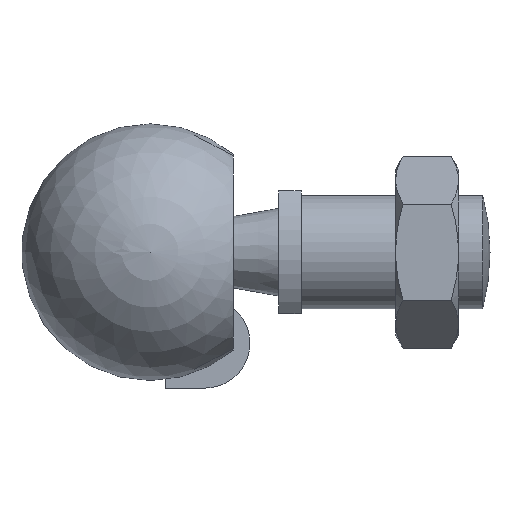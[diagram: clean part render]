
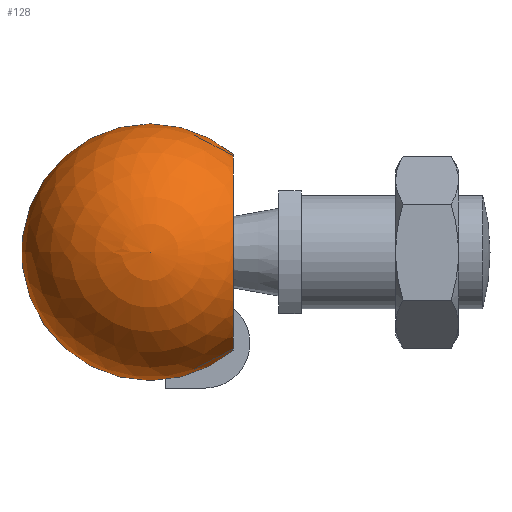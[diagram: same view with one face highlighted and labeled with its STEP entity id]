
A CAD part, left-side view. The second image highlights one B-rep face of the part: STEP entity #128.
In plain terms, the highlighted spherical face has radius 13.6 mm.
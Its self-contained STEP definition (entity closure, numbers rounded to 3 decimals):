
#128 = ADVANCED_FACE( '', ( #302, #303, #304 ), #305, .T. );
#302 = FACE_BOUND( '', #524, .T. );
#303 = FACE_OUTER_BOUND( '', #525, .T. );
#304 = FACE_BOUND( '', #526, .T. );
#305 = SPHERICAL_SURFACE( '', #527, 13.6 );
#524 = VERTEX_LOOP( '', #836 );
#525 = EDGE_LOOP( '', ( #837, #838, #839, #840 ) );
#526 = EDGE_LOOP( '', ( #841 ) );
#527 = AXIS2_PLACEMENT_3D( '', #842, #843, #844 );
#836 = VERTEX_POINT( '', #1294 );
#837 = ORIENTED_EDGE( '', *, *, #1290, .F. );
#838 = ORIENTED_EDGE( '', *, *, #1295, .F. );
#839 = ORIENTED_EDGE( '', *, *, #1296, .F. );
#840 = ORIENTED_EDGE( '', *, *, #1205, .F. );
#841 = ORIENTED_EDGE( '', *, *, #1297, .T. );
#842 = CARTESIAN_POINT( '', ( 0., 0., 0. ) );
#843 = DIRECTION( '', ( 1., 0., 0. ) );
#844 = DIRECTION( '', ( 0., 1., 0. ) );
#1205 = EDGE_CURVE( '', #1409, #1412, #1413, .F. );
#1290 = EDGE_CURVE( '', #1551, #1409, #1554, .F. );
#1294 = CARTESIAN_POINT( '', ( -13.6, 0., 0. ) );
#1295 = EDGE_CURVE( '', #1559, #1551, #1560, .T. );
#1296 = EDGE_CURVE( '', #1412, #1559, #1561, .F. );
#1297 = EDGE_CURVE( '', #1562, #1562, #1563, .F. );
#1409 = VERTEX_POINT( '', #1699 );
#1412 = VERTEX_POINT( '', #1703 );
#1413 = CIRCLE( '', #1704, 9.5 );
#1551 = VERTEX_POINT( '', #1925 );
#1554 = CIRCLE( '', #1935, 13.218 );
#1559 = VERTEX_POINT( '', #1942 );
#1560 = CIRCLE( '', #1943, 8.589 );
#1561 = CIRCLE( '', #1944, 13.6 );
#1562 = VERTEX_POINT( '', #1945 );
#1563 = CIRCLE( '', #1946, 10.369 );
#1699 = CARTESIAN_POINT( '', ( 9.732, -3.142, 8.965 ) );
#1703 = CARTESIAN_POINT( '', ( 9.732, -5.979, 7.383 ) );
#1704 = AXIS2_PLACEMENT_3D( '', #2197, #2198, #2199 );
#1925 = CARTESIAN_POINT( '', ( 10.544, -2.53, 8.209 ) );
#1935 = AXIS2_PLACEMENT_3D( '', #2320, #2321, #2322 );
#1942 = CARTESIAN_POINT( '', ( 10.544, -5.406, 6.675 ) );
#1943 = AXIS2_PLACEMENT_3D( '', #2325, #2326, #2327 );
#1944 = AXIS2_PLACEMENT_3D( '', #2328, #2329, #2330 );
#1945 = CARTESIAN_POINT( '', ( 0., -8.8, -10.369 ) );
#1946 = AXIS2_PLACEMENT_3D( '', #2331, #2332, #2333 );
#2197 = CARTESIAN_POINT( '', ( 9.732, 0., 0. ) );
#2198 = DIRECTION( '', ( -1., 0., 0. ) );
#2199 = DIRECTION( '', ( 0., 0., 1. ) );
#2320 = CARTESIAN_POINT( '', ( 0., 2.487, 2.014 ) );
#2321 = DIRECTION( '', ( 0., 0.777, 0.629 ) );
#2322 = DIRECTION( '', ( 0., -0.629, 0.777 ) );
#2325 = CARTESIAN_POINT( '', ( 10.544, 0., 0. ) );
#2326 = DIRECTION( '', ( 1., 0., 0. ) );
#2327 = DIRECTION( '', ( 0., 0., -1. ) );
#2328 = CARTESIAN_POINT( '', ( 0., 0., 0. ) );
#2329 = DIRECTION( '', ( 0., -0.777, -0.629 ) );
#2330 = DIRECTION( '', ( 0., 0.629, -0.777 ) );
#2331 = CARTESIAN_POINT( '', ( 0., -8.8, 0. ) );
#2332 = DIRECTION( '', ( 0., -1., 0. ) );
#2333 = DIRECTION( '', ( 0., 0., -1. ) );
